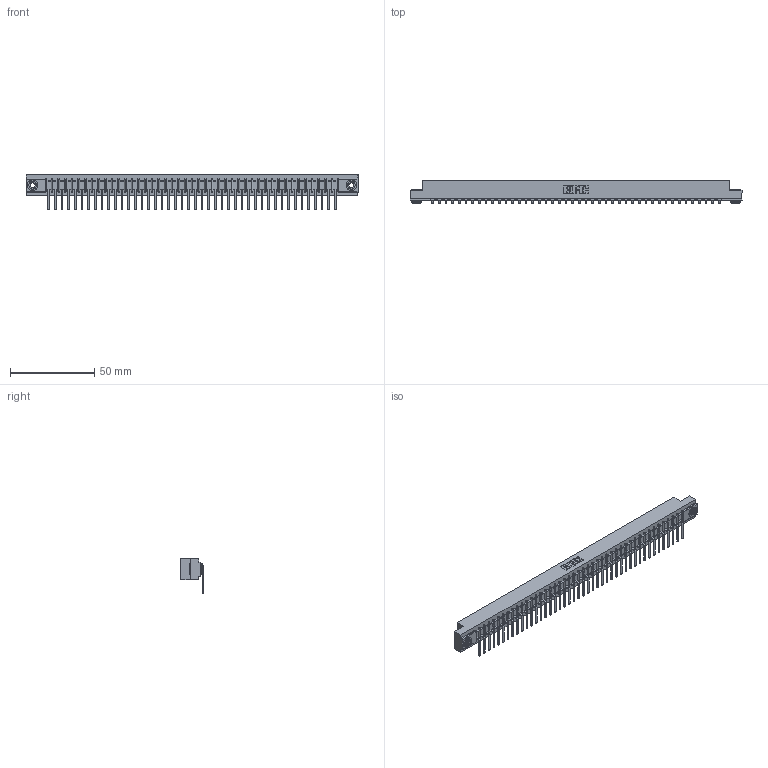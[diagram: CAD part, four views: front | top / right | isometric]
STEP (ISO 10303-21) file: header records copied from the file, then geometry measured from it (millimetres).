
FILE_DESCRIPTION (( 'STEP AP203' ), '1' );
FILE_NAME ('357-044-557-103.STEP', '2019-09-17T12:01:36', ( '' ), ( '' ), 'SwSTEP 2.0', 'SolidWorks 2016', '' );
FILE_SCHEMA (( 'CONFIG_CONTROL_DESIGN' ));
Length unit declared in the file: inch
Products named in the file (4): 307 Part_.156 Dia Mounting Holes; 345-250-002_345-250-002-102; 357-044-557-103; 307-290-002_557
Assembly tree (47 placements, depth 2):
  357-044-557-103
    307 Part_.156 Dia Mounting Holes
    307-290-002_557  x44
    345-250-002_345-250-002-102  x2
Bounding box: 197.36 x 13.36 x 20.66 mm (x, y, z)
Volume: 21254.8 mm3; surface area: 27789.5 mm2
Topology: 47 solids, 47 shells, 3647 faces, 11171 edges, 7322 vertices
Faces by surface type: plane 2162, cylinder 1387, sphere 90, cone 8
Entity records: 39393 total; most frequent: CARTESIAN_POINT 6625, ORIENTED_EDGE 6606, DIRECTION 6451, EDGE_CURVE 3303, VECTOR 2523, LINE 2523, VERTEX_POINT 2138, AXIS2_PLACEMENT_3D 1964
